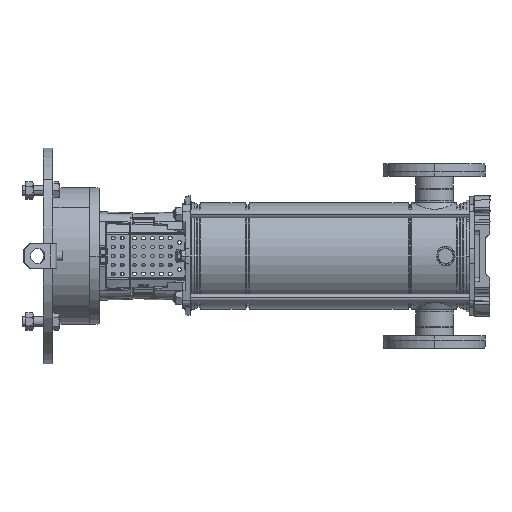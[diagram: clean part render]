
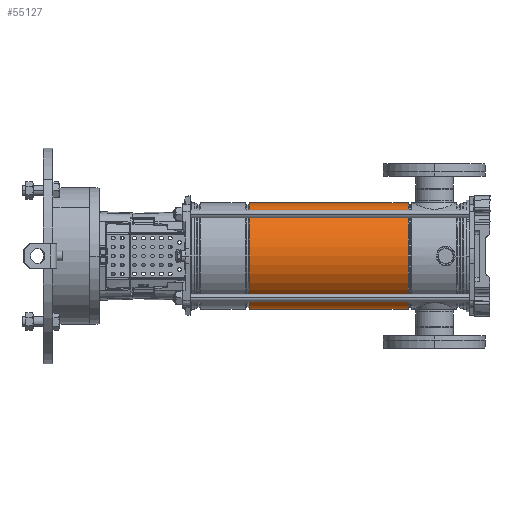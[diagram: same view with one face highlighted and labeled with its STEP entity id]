
A CAD part, left-side view. The second image highlights one B-rep face of the part: STEP entity #55127.
In plain terms, the highlighted cylindrical face has radius 85.9 mm (diameter 171.8 mm), a partial arc.
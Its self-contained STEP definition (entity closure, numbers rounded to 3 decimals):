
#1129 = CIRCLE ( 'NONE', #35126, 85.9 ) ;
#1832 = AXIS2_PLACEMENT_3D ( 'NONE', #15337, #37519, #6199 ) ;
#2786 = CARTESIAN_POINT ( 'NONE',  ( -85.9, 0., 0. ) ) ;
#2896 = VECTOR ( 'NONE', #53861, 1000. ) ;
#3675 = CIRCLE ( 'NONE', #17273, 85.9 ) ;
#6199 = DIRECTION ( 'NONE',  ( -1., 0., 0. ) ) ;
#6726 = LINE ( 'NONE', #2786, #2896 ) ;
#6758 = EDGE_CURVE ( 'NONE', #8559, #33318, #6726, .T. ) ;
#8559 = VERTEX_POINT ( 'NONE', #28221 ) ;
#10788 = CARTESIAN_POINT ( 'NONE',  ( 85.9, 0., 351.103 ) ) ;
#11026 = CARTESIAN_POINT ( 'NONE',  ( 0., 0., 93.897 ) ) ;
#11034 = FACE_OUTER_BOUND ( 'NONE', #49168, .T. ) ;
#15337 = CARTESIAN_POINT ( 'NONE',  ( 0., 0., 0. ) ) ;
#16510 = ORIENTED_EDGE ( 'NONE', *, *, #54009, .F. ) ;
#17273 = AXIS2_PLACEMENT_3D ( 'NONE', #11026, #53291, #48115 ) ;
#18807 = ORIENTED_EDGE ( 'NONE', *, *, #25688, .T. ) ;
#22127 = LINE ( 'NONE', #44903, #43654 ) ;
#25546 = CARTESIAN_POINT ( 'NONE',  ( -85.9, 0., 93.897 ) ) ;
#25688 = EDGE_CURVE ( 'NONE', #34987, #8559, #1129, .T. ) ;
#27302 = ORIENTED_EDGE ( 'NONE', *, *, #6758, .T. ) ;
#27912 = VERTEX_POINT ( 'NONE', #50845 ) ;
#28221 = CARTESIAN_POINT ( 'NONE',  ( -85.9, 0., 351.103 ) ) ;
#33168 = DIRECTION ( 'NONE',  ( 0., 0., -1. ) ) ;
#33318 = VERTEX_POINT ( 'NONE', #25546 ) ;
#34987 = VERTEX_POINT ( 'NONE', #10788 ) ;
#35126 = AXIS2_PLACEMENT_3D ( 'NONE', #47449, #33168, #37437 ) ;
#37437 = DIRECTION ( 'NONE',  ( -1., 0., 0. ) ) ;
#37519 = DIRECTION ( 'NONE',  ( 0., 0., -1. ) ) ;
#40537 = EDGE_CURVE ( 'NONE', #34987, #27912, #22127, .T. ) ;
#41297 = ORIENTED_EDGE ( 'NONE', *, *, #40537, .F. ) ;
#43654 = VECTOR ( 'NONE', #58269, 1000. ) ;
#44903 = CARTESIAN_POINT ( 'NONE',  ( 85.9, 0., 0. ) ) ;
#47244 = CYLINDRICAL_SURFACE ( 'NONE', #1832, 85.9 ) ;
#47449 = CARTESIAN_POINT ( 'NONE',  ( 0., 0., 351.103 ) ) ;
#48115 = DIRECTION ( 'NONE',  ( -1., 0., 0. ) ) ;
#49168 = EDGE_LOOP ( 'NONE', ( #41297, #18807, #27302, #16510 ) ) ;
#50845 = CARTESIAN_POINT ( 'NONE',  ( 85.9, 0., 93.897 ) ) ;
#53291 = DIRECTION ( 'NONE',  ( 0., 0., -1. ) ) ;
#53861 = DIRECTION ( 'NONE',  ( 0., 0., -1. ) ) ;
#54009 = EDGE_CURVE ( 'NONE', #27912, #33318, #3675, .T. ) ;
#55127 = ADVANCED_FACE ( 'NONE', ( #11034 ), #47244, .T. ) ;
#58269 = DIRECTION ( 'NONE',  ( 0., 0., -1. ) ) ;
